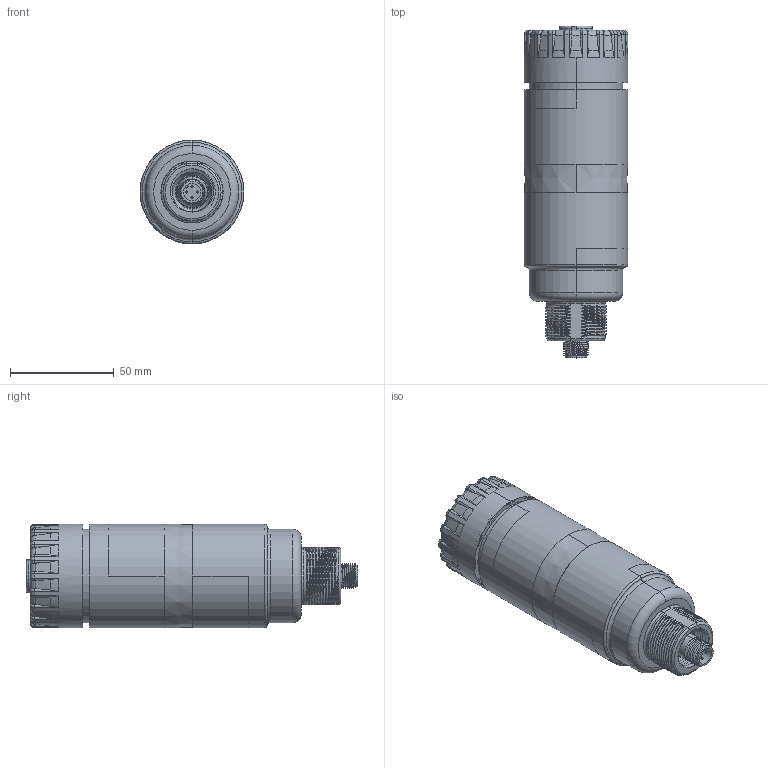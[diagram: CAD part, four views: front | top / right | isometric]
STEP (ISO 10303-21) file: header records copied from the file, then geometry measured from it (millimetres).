
FILE_DESCRIPTION((''),'2;1');
FILE_NAME('145173_SM01_ASM','2022-06-29T09:31:09',('PDMAdmin'),('BANNER ENGINEERING'),'CREO PARAMETRIC BY PTC INC, 2019292','CREO PARAMETRIC BY PTC INC, 2019292','');
FILE_SCHEMA(('CONFIG_CONTROL_DESIGN'));
Length unit declared in the file: millimetre
Products named in the file (2): 145173_EP01; 145173_SM01_ASM
Assembly tree (1 placements, depth 2):
  145173_SM01_ASM
    145173_EP01
Bounding box: 50 x 160 x 50 mm (x, y, z)
Volume: 256317.1 mm3; surface area: 31388.3 mm2
Topology: 1 solids, 1 shells, 760 faces, 1963 edges, 1233 vertices
Faces by surface type: cylinder 298, plane 155, bspline 154, torus 126, cone 27
Entity records: 34175 total; most frequent: CARTESIAN_POINT 16475, ORIENTED_EDGE 3926, DIRECTION 3450, EDGE_CURVE 1963, AXIS2_PLACEMENT_3D 1386, VERTEX_POINT 1233, EDGE_LOOP 796, CIRCLE 777
